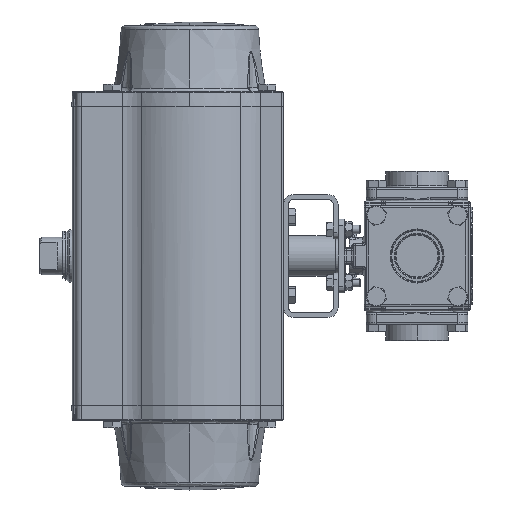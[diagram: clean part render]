
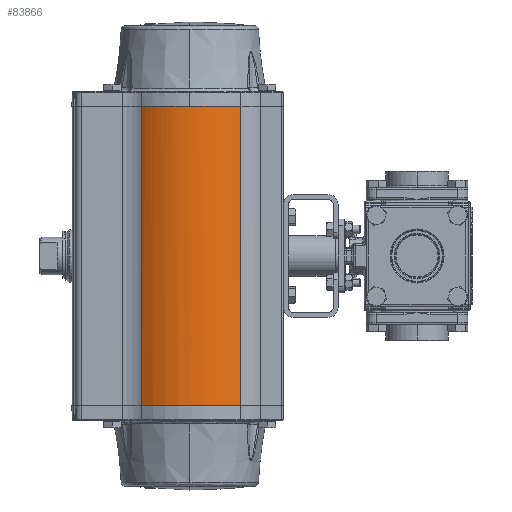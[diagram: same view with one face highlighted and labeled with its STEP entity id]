
A CAD part, left-side view. The second image highlights one B-rep face of the part: STEP entity #83866.
In plain terms, the highlighted cylindrical face has radius 76.5 mm (diameter 153 mm), a partial arc.
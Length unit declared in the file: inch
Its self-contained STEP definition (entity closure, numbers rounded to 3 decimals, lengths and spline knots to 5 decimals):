
#2953 = EDGE_CURVE ( 'NONE', #25223, #20999, #100034, .T. ) ;
#5788 = DIRECTION ( 'NONE',  ( 0., 0., 1. ) ) ;
#9556 = CARTESIAN_POINT ( 'NONE',  ( 0., 8.3152, -5.47244 ) ) ;
#10447 = FACE_OUTER_BOUND ( 'NONE', #91674, .T. ) ;
#14070 = LINE ( 'NONE', #39205, #97285 ) ;
#17423 = ORIENTED_EDGE ( 'NONE', *, *, #2953, .T. ) ;
#18333 = EDGE_CURVE ( 'NONE', #20999, #43530, #14070, .T. ) ;
#18538 = EDGE_CURVE ( 'NONE', #43530, #64110, #89486, .T. ) ;
#20999 = VERTEX_POINT ( 'NONE', #28327 ) ;
#21121 = AXIS2_PLACEMENT_3D ( 'NONE', #73651, #23809, #82000 ) ;
#21884 = ORIENTED_EDGE ( 'NONE', *, *, #18333, .T. ) ;
#23809 = DIRECTION ( 'NONE',  ( 0., 0., 1. ) ) ;
#24981 = CARTESIAN_POINT ( 'NONE',  ( -2.43207, 10.09172, -5.47244 ) ) ;
#25223 = VERTEX_POINT ( 'NONE', #61354 ) ;
#25724 = CARTESIAN_POINT ( 'NONE',  ( 0., 8.3152, 5.47244 ) ) ;
#28327 = CARTESIAN_POINT ( 'NONE',  ( -2.37551, 6.46373, -5.47244 ) ) ;
#30196 = VECTOR ( 'NONE', #33341, 39.37008 ) ;
#33341 = DIRECTION ( 'NONE',  ( 0., 0., -1. ) ) ;
#34116 = DIRECTION ( 'NONE',  ( 1., 0., 0. ) ) ;
#39205 = CARTESIAN_POINT ( 'NONE',  ( -2.37551, 6.46373, -5.47244 ) ) ;
#42952 = ORIENTED_EDGE ( 'NONE', *, *, #81561, .T. ) ;
#43530 = VERTEX_POINT ( 'NONE', #83681 ) ;
#51977 = CYLINDRICAL_SURFACE ( 'NONE', #92520, 3.01181 ) ;
#56344 = CARTESIAN_POINT ( 'NONE',  ( -2.43207, 10.09172, 5.47244 ) ) ;
#59291 = DIRECTION ( 'NONE',  ( 1., 0., 0. ) ) ;
#61354 = CARTESIAN_POINT ( 'NONE',  ( -2.43207, 10.09172, -5.47244 ) ) ;
#64110 = VERTEX_POINT ( 'NONE', #56344 ) ;
#64262 = ORIENTED_EDGE ( 'NONE', *, *, #18538, .T. ) ;
#67724 = DIRECTION ( 'NONE',  ( 0., 0., 1. ) ) ;
#73651 = CARTESIAN_POINT ( 'NONE',  ( 0., 8.3152, -5.47244 ) ) ;
#81561 = EDGE_CURVE ( 'NONE', #64110, #25223, #99126, .T. ) ;
#82000 = DIRECTION ( 'NONE',  ( 1., 0., 0. ) ) ;
#83681 = CARTESIAN_POINT ( 'NONE',  ( -2.37551, 6.46373, 5.47244 ) ) ;
#83866 = ADVANCED_FACE ( 'NONE', ( #10447 ), #51977, .T. ) ;
#83885 = DIRECTION ( 'NONE',  ( 0., 0., -1. ) ) ;
#84872 = AXIS2_PLACEMENT_3D ( 'NONE', #25724, #83885, #34116 ) ;
#89486 = CIRCLE ( 'NONE', #84872, 3.01181 ) ;
#91674 = EDGE_LOOP ( 'NONE', ( #17423, #21884, #64262, #42952 ) ) ;
#92520 = AXIS2_PLACEMENT_3D ( 'NONE', #9556, #67724, #59291 ) ;
#97285 = VECTOR ( 'NONE', #5788, 39.37008 ) ;
#99126 = LINE ( 'NONE', #24981, #30196 ) ;
#100034 = CIRCLE ( 'NONE', #21121, 3.01181 ) ;
